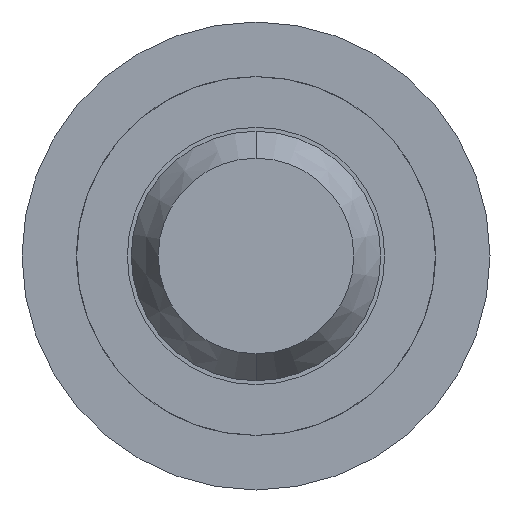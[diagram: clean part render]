
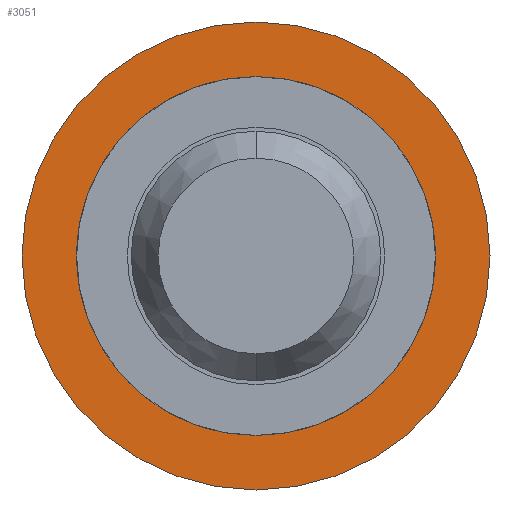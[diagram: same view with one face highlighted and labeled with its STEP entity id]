
A CAD part, front view. The second image highlights one B-rep face of the part: STEP entity #3051.
In plain terms, the highlighted planar face has unit normal (0, -1, 0).
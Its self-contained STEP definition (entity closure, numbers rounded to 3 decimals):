
#7 = DIRECTION ( 'NONE',  ( 0., 0., 1. ) ) ;
#99 = CARTESIAN_POINT ( 'NONE',  ( 0., 5.3, 0.5 ) ) ;
#137 = CIRCLE ( 'NONE', #3899, 0.5 ) ;
#172 = DIRECTION ( 'NONE',  ( 0., 0., 1. ) ) ;
#230 = AXIS2_PLACEMENT_3D ( 'NONE', #235, #3123, #3468 ) ;
#235 = CARTESIAN_POINT ( 'NONE',  ( 0., 5.3, 0. ) ) ;
#394 = CARTESIAN_POINT ( 'NONE',  ( 0., 5.3, -1.5 ) ) ;
#413 = CARTESIAN_POINT ( 'NONE',  ( 0., 5.3, 1.5 ) ) ;
#442 = CIRCLE ( 'NONE', #2645, 1.5 ) ;
#615 = EDGE_CURVE ( 'NONE', #2288, #4213, #442, .T. ) ;
#723 = DIRECTION ( 'NONE',  ( 0., 1., 0. ) ) ;
#989 = AXIS2_PLACEMENT_3D ( 'NONE', #1643, #3624, #7 ) ;
#1013 = DIRECTION ( 'NONE',  ( 0., 0., 1. ) ) ;
#1174 = DIRECTION ( 'NONE',  ( 0., 0., 1. ) ) ;
#1201 = CARTESIAN_POINT ( 'NONE',  ( 0., 5.3, -1.5 ) ) ;
#1304 = EDGE_LOOP ( 'NONE', ( #1366, #3221 ) ) ;
#1334 = AXIS2_PLACEMENT_3D ( 'NONE', #394, #723, #1013 ) ;
#1335 = ORIENTED_EDGE ( 'NONE', *, *, #4037, .F. ) ;
#1341 = EDGE_LOOP ( 'NONE', ( #1335, #2874 ) ) ;
#1366 = ORIENTED_EDGE ( 'NONE', *, *, #3675, .T. ) ;
#1524 = DIRECTION ( 'NONE',  ( 0., 1., 0. ) ) ;
#1643 = CARTESIAN_POINT ( 'NONE',  ( 0., 5.3, 0. ) ) ;
#1976 = VERTEX_POINT ( 'NONE', #2909 ) ;
#2036 = CIRCLE ( 'NONE', #989, 1.5 ) ;
#2288 = VERTEX_POINT ( 'NONE', #1201 ) ;
#2445 = EDGE_CURVE ( 'NONE', #1976, #3454, #3203, .T. ) ;
#2640 = FACE_BOUND ( 'NONE', #1304, .T. ) ;
#2645 = AXIS2_PLACEMENT_3D ( 'NONE', #2721, #1524, #172 ) ;
#2720 = FACE_OUTER_BOUND ( 'NONE', #1341, .T. ) ;
#2721 = CARTESIAN_POINT ( 'NONE',  ( 0., 5.3, 0. ) ) ;
#2832 = DIRECTION ( 'NONE',  ( 0., 1., 0. ) ) ;
#2874 = ORIENTED_EDGE ( 'NONE', *, *, #615, .F. ) ;
#2909 = CARTESIAN_POINT ( 'NONE',  ( 0., 5.3, -0.5 ) ) ;
#3051 = ADVANCED_FACE ( 'NONE', ( #2720, #2640 ), #3968, .F. ) ;
#3123 = DIRECTION ( 'NONE',  ( 0., 1., 0. ) ) ;
#3198 = CARTESIAN_POINT ( 'NONE',  ( 0., 5.3, 0. ) ) ;
#3203 = CIRCLE ( 'NONE', #230, 0.5 ) ;
#3221 = ORIENTED_EDGE ( 'NONE', *, *, #2445, .T. ) ;
#3454 = VERTEX_POINT ( 'NONE', #99 ) ;
#3468 = DIRECTION ( 'NONE',  ( 0., 0., 1. ) ) ;
#3624 = DIRECTION ( 'NONE',  ( 0., 1., 0. ) ) ;
#3675 = EDGE_CURVE ( 'NONE', #3454, #1976, #137, .T. ) ;
#3899 = AXIS2_PLACEMENT_3D ( 'NONE', #3198, #2832, #1174 ) ;
#3968 = PLANE ( 'NONE',  #1334 ) ;
#4037 = EDGE_CURVE ( 'NONE', #4213, #2288, #2036, .T. ) ;
#4213 = VERTEX_POINT ( 'NONE', #413 ) ;
